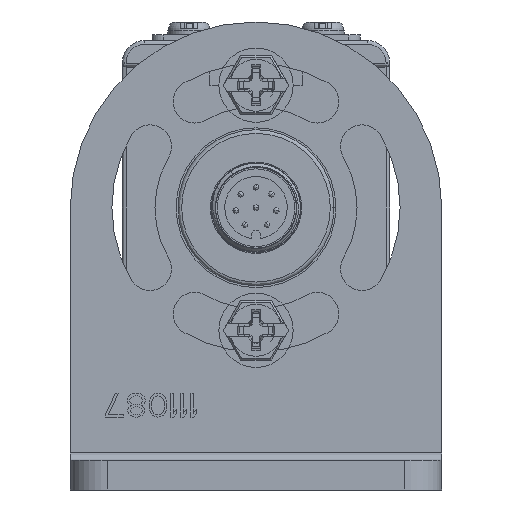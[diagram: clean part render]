
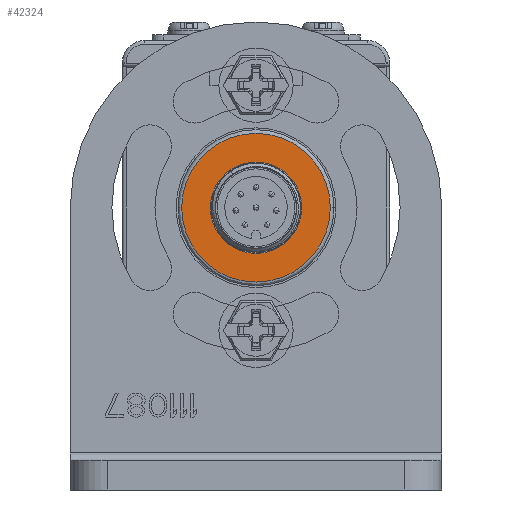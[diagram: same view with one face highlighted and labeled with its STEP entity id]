
A CAD part, front view. The second image highlights one B-rep face of the part: STEP entity #42324.
In plain terms, the highlighted planar face has unit normal (0, -1, 0).
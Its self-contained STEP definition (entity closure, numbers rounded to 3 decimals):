
#2995=CARTESIAN_POINT('',(0.,-813.,22.5));
#2996=DIRECTION('',(0.,-1.,0.));
#2997=DIRECTION('',(1.,0.,0.));
#2998=AXIS2_PLACEMENT_3D('',#2995,#2996,#2997);
#3010=CARTESIAN_POINT('',(0.,-813.,22.5));
#3011=DIRECTION('',(0.,-1.,0.));
#3012=DIRECTION('',(1.,0.,0.));
#3013=AXIS2_PLACEMENT_3D('',#3010,#3011,#3012);
#3015=CARTESIAN_POINT('',(0.,-813.,22.5));
#3016=DIRECTION('',(0.,-1.,0.));
#3017=DIRECTION('',(-1.,0.,0.));
#3018=AXIS2_PLACEMENT_3D('',#3015,#3016,#3017);
#3020=CARTESIAN_POINT('',(0.,-813.,22.5));
#3021=DIRECTION('',(0.,-1.,0.));
#3022=DIRECTION('',(-1.,0.,0.));
#3023=AXIS2_PLACEMENT_3D('',#3020,#3021,#3022);
#35491=CARTESIAN_POINT('',(6.15,-813.,22.5));
#35492=CARTESIAN_POINT('',(-6.15,-813.,22.5));
#35493=VERTEX_POINT('',#35491);
#35494=VERTEX_POINT('',#35492);
#35655=CARTESIAN_POINT('',(10.,-813.,22.5));
#35656=CARTESIAN_POINT('',(-10.,-813.,22.5));
#35657=VERTEX_POINT('',#35655);
#35658=VERTEX_POINT('',#35656);
#42308=CARTESIAN_POINT('',(0.,-813.,0.));
#42309=DIRECTION('',(0.,-1.,0.));
#42310=DIRECTION('',(1.,0.,0.));
#42311=AXIS2_PLACEMENT_3D('',#42308,#42309,#42310);
#42312=PLANE('',#42311);
#42313=ORIENTED_EDGE('',*,*,#42298,.F.);
#42315=ORIENTED_EDGE('',*,*,#42314,.F.);
#42316=EDGE_LOOP('',(#42313,#42315));
#42317=FACE_OUTER_BOUND('',#42316,.F.);
#42319=ORIENTED_EDGE('',*,*,#42318,.T.);
#42321=ORIENTED_EDGE('',*,*,#42320,.T.);
#42322=EDGE_LOOP('',(#42319,#42321));
#42323=FACE_BOUND('',#42322,.F.);
#42324=ADVANCED_FACE('',(#42317,#42323),#42312,.T.);
#2999=CIRCLE('',#2998,10.);
#3014=CIRCLE('',#3013,6.15);
#3019=CIRCLE('',#3018,6.15);
#3024=CIRCLE('',#3023,10.);
#42298=EDGE_CURVE('',#35657,#35658,#2999,.T.);
#42314=EDGE_CURVE('',#35658,#35657,#3024,.T.);
#42318=EDGE_CURVE('',#35493,#35494,#3014,.T.);
#42320=EDGE_CURVE('',#35494,#35493,#3019,.T.);
